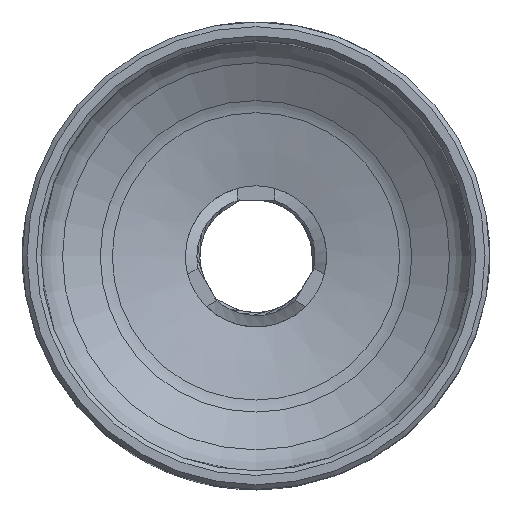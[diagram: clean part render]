
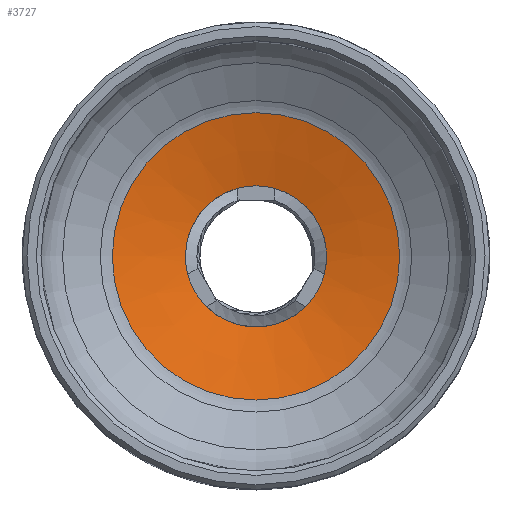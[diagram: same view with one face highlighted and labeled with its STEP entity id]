
A CAD part, top view. The second image highlights one B-rep face of the part: STEP entity #3727.
In plain terms, the highlighted conical face has half-angle 76 degrees and reference radius 11.459 mm.
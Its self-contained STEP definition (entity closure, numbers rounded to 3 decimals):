
#2713 = EDGE_CURVE('',#2714,#2714,#2716,.T.);
#2714 = VERTEX_POINT('',#2715);
#2715 = CARTESIAN_POINT('',(-15.368,0.,
    1.949));
#2716 = CIRCLE('',#2717,15.368);
#2717 = AXIS2_PLACEMENT_3D('',#2718,#2719,#2720);
#2718 = CARTESIAN_POINT('',(0.,0.,1.949));
#2719 = DIRECTION('',(0.,0.,-1.));
#2720 = DIRECTION('',(-1.,0.,0.));
#2913 = VERTEX_POINT('',#2914);
#2914 = CARTESIAN_POINT('',(-5.305,-5.372,
    0.));
#2988 = VERTEX_POINT('',#2989);
#2989 = CARTESIAN_POINT('',(5.305,-5.372,
    0.));
#3009 = EDGE_CURVE('',#2988,#2913,#3010,.T.);
#3010 = CIRCLE('',#3011,7.55);
#3011 = AXIS2_PLACEMENT_3D('',#3012,#3013,#3014);
#3012 = CARTESIAN_POINT('',(0.,0.,0.));
#3013 = DIRECTION('',(0.,0.,-1.));
#3014 = DIRECTION('',(0.703,-0.712,0.));
#3239 = VERTEX_POINT('',#3240);
#3240 = CARTESIAN_POINT('',(7.305,-1.908,
    0.));
#3314 = VERTEX_POINT('',#3315);
#3315 = CARTESIAN_POINT('',(2.,7.28,0.));
#3335 = EDGE_CURVE('',#3314,#3239,#3336,.T.);
#3336 = CIRCLE('',#3337,7.55);
#3337 = AXIS2_PLACEMENT_3D('',#3338,#3339,#3340);
#3338 = CARTESIAN_POINT('',(0.,0.,0.));
#3339 = DIRECTION('',(0.,0.,-1.));
#3340 = DIRECTION('',(0.265,0.964,0.));
#3568 = VERTEX_POINT('',#3569);
#3569 = CARTESIAN_POINT('',(-2.,7.28,0.));
#3643 = VERTEX_POINT('',#3644);
#3644 = CARTESIAN_POINT('',(-7.305,-1.908,
    0.));
#3664 = EDGE_CURVE('',#3643,#3665,#3667,.T.);
#3665 = VERTEX_POINT('',#3666);
#3666 = CARTESIAN_POINT('',(-7.55,0.,0.
    ));
#3667 = CIRCLE('',#3668,7.55);
#3668 = AXIS2_PLACEMENT_3D('',#3669,#3670,#3671);
#3669 = CARTESIAN_POINT('',(0.,0.,0.));
#3670 = DIRECTION('',(0.,0.,-1.));
#3671 = DIRECTION('',(-0.968,-0.253,-0.));
#3673 = EDGE_CURVE('',#3665,#3568,#3674,.T.);
#3674 = CIRCLE('',#3675,7.55);
#3675 = AXIS2_PLACEMENT_3D('',#3676,#3677,#3678);
#3676 = CARTESIAN_POINT('',(0.,0.,0.));
#3677 = DIRECTION('',(0.,0.,-1.));
#3678 = DIRECTION('',(-1.,0.,0.));
#3727 = ADVANCED_FACE('',(#3728),#3762,.F.);
#3728 = FACE_BOUND('',#3729,.F.);
#3729 = EDGE_LOOP('',(#3730,#3731,#3738,#3739,#3744,#3745,#3746,#3747,
    #3754,#3755));
#3730 = ORIENTED_EDGE('',*,*,#3335,.F.);
#3731 = ORIENTED_EDGE('',*,*,#3732,.F.);
#3732 = EDGE_CURVE('',#3568,#3314,#3733,.T.);
#3733 = CIRCLE('',#3734,7.55);
#3734 = AXIS2_PLACEMENT_3D('',#3735,#3736,#3737);
#3735 = CARTESIAN_POINT('',(0.,0.,0.));
#3736 = DIRECTION('',(0.,0.,-1.));
#3737 = DIRECTION('',(-0.265,0.964,0.));
#3738 = ORIENTED_EDGE('',*,*,#3673,.F.);
#3739 = ORIENTED_EDGE('',*,*,#3740,.T.);
#3740 = EDGE_CURVE('',#3665,#2714,#3741,.T.);
#3741 = B_SPLINE_CURVE_WITH_KNOTS('',1,(#3742,#3743),.UNSPECIFIED.,.F.,
  .F.,(2,2),(-4.029,4.029),.PIECEWISE_BEZIER_KNOTS.);
#3742 = CARTESIAN_POINT('',(-7.55,0.,0.
    ));
#3743 = CARTESIAN_POINT('',(-15.368,0.,
    1.949));
#3744 = ORIENTED_EDGE('',*,*,#2713,.T.);
#3745 = ORIENTED_EDGE('',*,*,#3740,.F.);
#3746 = ORIENTED_EDGE('',*,*,#3664,.F.);
#3747 = ORIENTED_EDGE('',*,*,#3748,.F.);
#3748 = EDGE_CURVE('',#2913,#3643,#3749,.T.);
#3749 = CIRCLE('',#3750,7.55);
#3750 = AXIS2_PLACEMENT_3D('',#3751,#3752,#3753);
#3751 = CARTESIAN_POINT('',(0.,0.,0.));
#3752 = DIRECTION('',(0.,0.,-1.));
#3753 = DIRECTION('',(-0.703,-0.712,-0.));
#3754 = ORIENTED_EDGE('',*,*,#3009,.F.);
#3755 = ORIENTED_EDGE('',*,*,#3756,.F.);
#3756 = EDGE_CURVE('',#3239,#2988,#3757,.T.);
#3757 = CIRCLE('',#3758,7.55);
#3758 = AXIS2_PLACEMENT_3D('',#3759,#3760,#3761);
#3759 = CARTESIAN_POINT('',(0.,0.,0.));
#3760 = DIRECTION('',(0.,0.,-1.));
#3761 = DIRECTION('',(0.968,-0.253,0.));
#3762 = CONICAL_SURFACE('',#3763,11.459,1.326);
#3763 = AXIS2_PLACEMENT_3D('',#3764,#3765,#3766);
#3764 = CARTESIAN_POINT('',(0.,0.,0.975));
#3765 = DIRECTION('',(0.,0.,1.));
#3766 = DIRECTION('',(1.,0.,0.));
